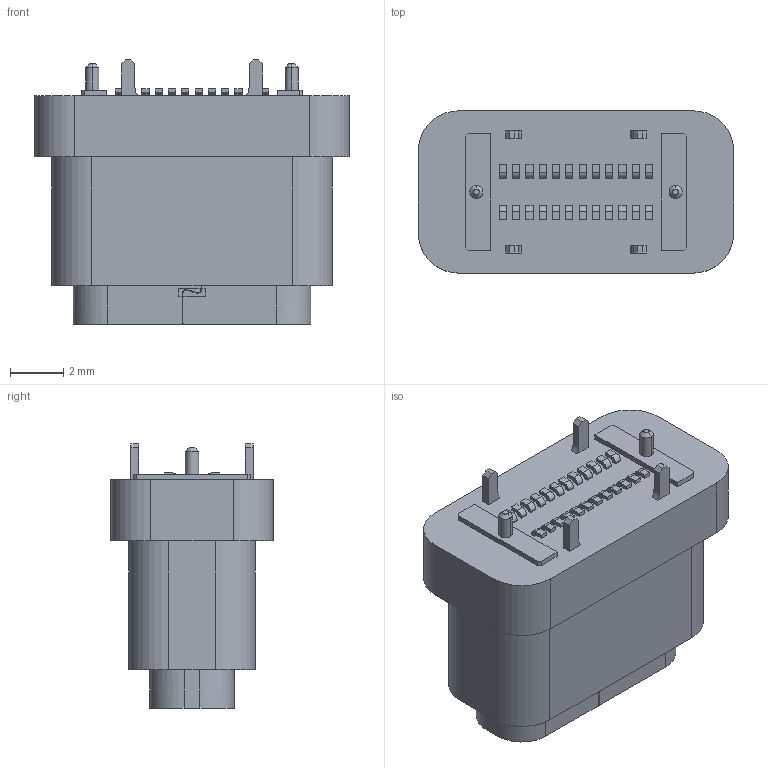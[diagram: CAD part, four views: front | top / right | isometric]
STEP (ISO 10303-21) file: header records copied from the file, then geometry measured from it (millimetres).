
FILE_DESCRIPTION (( 'STEP AP203' ), '1' );
FILE_NAME ('USBC-0053IPX7-00.STEP', '2021-12-29T01:31:28', ( '' ), ( '' ), 'SwSTEP 2.0', 'SolidWorks 2014', '' );
FILE_SCHEMA (( 'CONFIG_CONTROL_DESIGN' ));
Length unit declared in the file: millimetre
Products named in the file (1): USBC-0053IPX7-00
Bounding box: 11.85 x 6.1 x 9.95 mm (x, y, z)
Volume: 365.9 mm3; surface area: 701.7 mm2
Topology: 1 solids, 1 shells, 667 faces, 1853 edges, 1220 vertices
Faces by surface type: plane 511, cylinder 136, cone 20
Entity records: 21473 total; most frequent: CARTESIAN_POINT 4436, ORIENTED_EDGE 3706, DIRECTION 3224, EDGE_CURVE 1853, LINE 1488, VECTOR 1488, VERTEX_POINT 1220, AXIS2_PLACEMENT_3D 868
